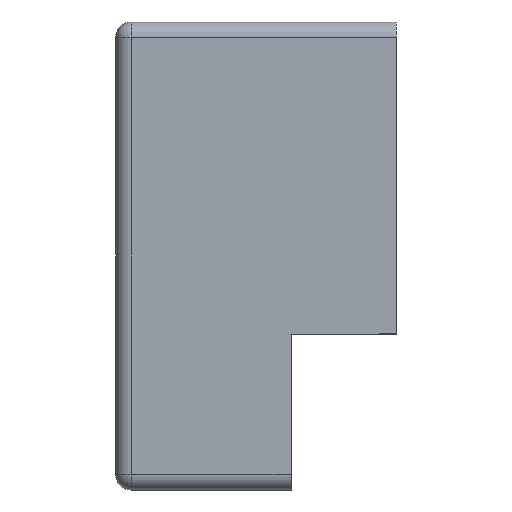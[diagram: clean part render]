
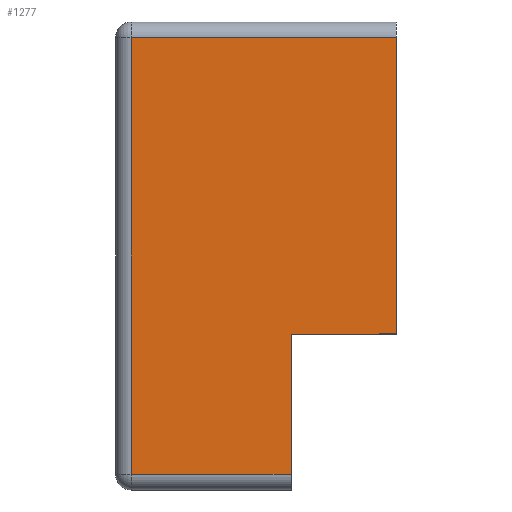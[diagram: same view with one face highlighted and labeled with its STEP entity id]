
A CAD part, left-side view. The second image highlights one B-rep face of the part: STEP entity #1277.
In plain terms, the highlighted planar face has unit normal (-1, 0, 0).
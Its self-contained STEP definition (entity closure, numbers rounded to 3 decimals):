
#5 = VERTEX_POINT ( 'NONE', #1917 ) ;
#109 = LINE ( 'NONE', #738, #2667 ) ;
#129 = DIRECTION ( 'NONE',  ( 0., 0., 1. ) ) ;
#179 = VECTOR ( 'NONE', #2334, 1000. ) ;
#208 = ORIENTED_EDGE ( 'NONE', *, *, #989, .T. ) ;
#241 = CARTESIAN_POINT ( 'NONE',  ( 4., 34., 28. ) ) ;
#268 = LINE ( 'NONE', #605, #904 ) ;
#325 = CARTESIAN_POINT ( 'NONE',  ( 4., 13.5, -28. ) ) ;
#455 = CARTESIAN_POINT ( 'NONE',  ( 4., 0., -28. ) ) ;
#467 = FACE_OUTER_BOUND ( 'NONE', #1190, .T. ) ;
#584 = LINE ( 'NONE', #2994, #663 ) ;
#588 = EDGE_CURVE ( 'NONE', #1558, #1755, #2692, .T. ) ;
#605 = CARTESIAN_POINT ( 'NONE',  ( 4., 34., -30. ) ) ;
#617 = CARTESIAN_POINT ( 'NONE',  ( 4., 34., -28. ) ) ;
#663 = VECTOR ( 'NONE', #1809, 1000. ) ;
#738 = CARTESIAN_POINT ( 'NONE',  ( 4., 30.5, -10. ) ) ;
#808 = ORIENTED_EDGE ( 'NONE', *, *, #1632, .T. ) ;
#867 = VERTEX_POINT ( 'NONE', #2964 ) ;
#904 = VECTOR ( 'NONE', #1331, 1000. ) ;
#906 = DIRECTION ( 'NONE',  ( 0., 1., 0. ) ) ;
#930 = ORIENTED_EDGE ( 'NONE', *, *, #2221, .T. ) ;
#983 = LINE ( 'NONE', #2327, #1543 ) ;
#989 = EDGE_CURVE ( 'NONE', #2341, #1379, #983, .T. ) ;
#1190 = EDGE_LOOP ( 'NONE', ( #808, #208, #1192, #1298, #2875, #930 ) ) ;
#1192 = ORIENTED_EDGE ( 'NONE', *, *, #1657, .T. ) ;
#1213 = AXIS2_PLACEMENT_3D ( 'NONE', #1856, #1882, #1625 ) ;
#1277 = ADVANCED_FACE ( 'NONE', ( #467 ), #1385, .F. ) ;
#1298 = ORIENTED_EDGE ( 'NONE', *, *, #588, .T. ) ;
#1306 = CARTESIAN_POINT ( 'NONE',  ( 4., 13.5, -23.5 ) ) ;
#1331 = DIRECTION ( 'NONE',  ( 0., 0., -1. ) ) ;
#1379 = VERTEX_POINT ( 'NONE', #241 ) ;
#1385 = PLANE ( 'NONE',  #1213 ) ;
#1447 = DIRECTION ( 'NONE',  ( 0., -1., 0. ) ) ;
#1543 = VECTOR ( 'NONE', #906, 1000. ) ;
#1558 = VERTEX_POINT ( 'NONE', #617 ) ;
#1625 = DIRECTION ( 'NONE',  ( 0., 0., -1. ) ) ;
#1632 = EDGE_CURVE ( 'NONE', #5, #2341, #584, .T. ) ;
#1657 = EDGE_CURVE ( 'NONE', #1379, #1558, #268, .T. ) ;
#1755 = VERTEX_POINT ( 'NONE', #325 ) ;
#1809 = DIRECTION ( 'NONE',  ( 0., 0., 1. ) ) ;
#1856 = CARTESIAN_POINT ( 'NONE',  ( 4., 0., -30. ) ) ;
#1882 = DIRECTION ( 'NONE',  ( 1., 0., 0. ) ) ;
#1917 = CARTESIAN_POINT ( 'NONE',  ( 4., 0., -10. ) ) ;
#2221 = EDGE_CURVE ( 'NONE', #867, #5, #109, .T. ) ;
#2327 = CARTESIAN_POINT ( 'NONE',  ( 4., 0., 28. ) ) ;
#2334 = DIRECTION ( 'NONE',  ( 0., -1., 0. ) ) ;
#2341 = VERTEX_POINT ( 'NONE', #2694 ) ;
#2344 = EDGE_CURVE ( 'NONE', #1755, #867, #2930, .T. ) ;
#2628 = VECTOR ( 'NONE', #129, 1000. ) ;
#2667 = VECTOR ( 'NONE', #1447, 1000. ) ;
#2692 = LINE ( 'NONE', #455, #179 ) ;
#2694 = CARTESIAN_POINT ( 'NONE',  ( 4., 0., 28. ) ) ;
#2875 = ORIENTED_EDGE ( 'NONE', *, *, #2344, .T. ) ;
#2930 = LINE ( 'NONE', #1306, #2628 ) ;
#2964 = CARTESIAN_POINT ( 'NONE',  ( 4., 13.5, -10. ) ) ;
#2994 = CARTESIAN_POINT ( 'NONE',  ( 4., 0., -30. ) ) ;
